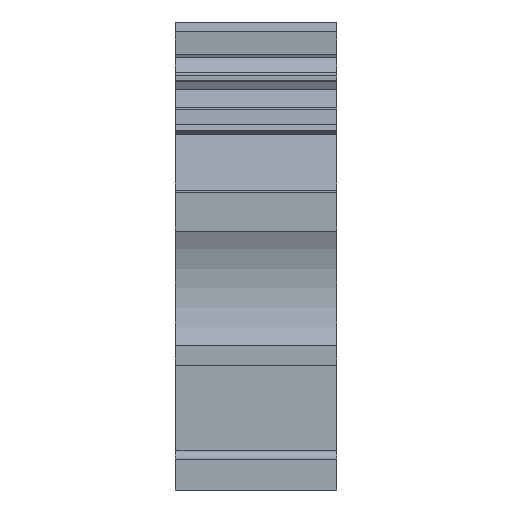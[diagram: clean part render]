
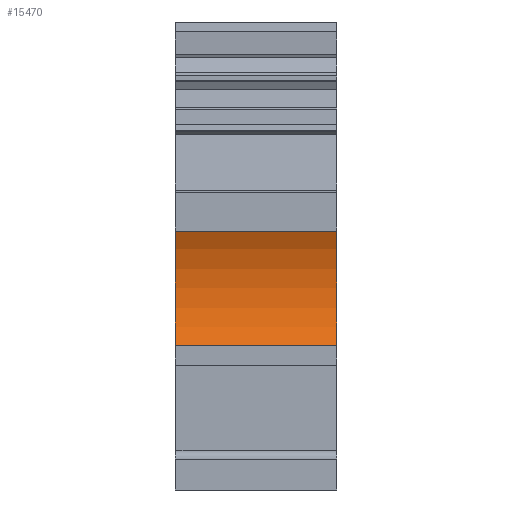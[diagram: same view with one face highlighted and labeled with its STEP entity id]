
A CAD part, front view. The second image highlights one B-rep face of the part: STEP entity #15470.
In plain terms, the highlighted cylindrical face has radius 13.2 mm (diameter 26.4 mm), a partial arc.
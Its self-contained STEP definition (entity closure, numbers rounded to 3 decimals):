
#120=CARTESIAN_POINT('',(-62.765,8.619,
16.3));
#130=VERTEX_POINT('',#120);
#160=CARTESIAN_POINT('',(-74.634,14.396,
16.3));
#170=DIRECTION('',(0.,0.,1.));
#180=DIRECTION('',(1.,0.,0.));
#190=AXIS2_PLACEMENT_3D('',#160,#170,#180);
#200=CIRCLE('',#190,13.2);
#210=CARTESIAN_POINT('',(-62.765,20.172,
16.3));
#220=VERTEX_POINT('',#210);
#230=EDGE_CURVE('',#130,#220,#200,.T.);
#11580=CARTESIAN_POINT('',(-62.765,20.172,
0.));
#11590=VERTEX_POINT('',#11580);
#11620=CARTESIAN_POINT('',(-74.634,14.396,
0.));
#11630=DIRECTION('',(0.,0.,1.));
#11640=DIRECTION('',(1.,0.,0.));
#11650=AXIS2_PLACEMENT_3D('',#11620,#11630,#11640);
#11660=CIRCLE('',#11650,13.2);
#11670=CARTESIAN_POINT('',(-62.765,8.619,
0.));
#11680=VERTEX_POINT('',#11670);
#11690=EDGE_CURVE('',#11680,#11590,#11660,.T.);
#11990=CARTESIAN_POINT('',(-62.765,8.619,
16.3));
#12000=DIRECTION('',(0.,0.,1.));
#12010=VECTOR('',#12000,1.);
#12020=LINE('',#11990,#12010);
#12030=EDGE_CURVE('',#11680,#130,#12020,.T.);
#15310=CARTESIAN_POINT('',(-74.634,14.396,
16.3));
#15320=DIRECTION('',(0.,0.,1.));
#15330=DIRECTION('',(1.,0.,0.));
#15340=AXIS2_PLACEMENT_3D('',#15310,#15320,#15330);
#15350=CYLINDRICAL_SURFACE('',#15340,13.2);
#15360=ORIENTED_EDGE('',*,*,#230,.T.);
#15370=ORIENTED_EDGE('',*,*,#12030,.T.);
#15380=ORIENTED_EDGE('',*,*,#11690,.F.);
#15390=CARTESIAN_POINT('',(-62.765,20.172,
16.3));
#15400=DIRECTION('',(0.,0.,1.));
#15410=VECTOR('',#15400,1.);
#15420=LINE('',#15390,#15410);
#15430=EDGE_CURVE('',#11590,#220,#15420,.T.);
#15440=ORIENTED_EDGE('',*,*,#15430,.F.);
#15450=EDGE_LOOP('',(#15440,#15380,#15370,#15360));
#15460=FACE_OUTER_BOUND('',#15450,.T.);
#15470=ADVANCED_FACE('',(#15460),#15350,.F.);
